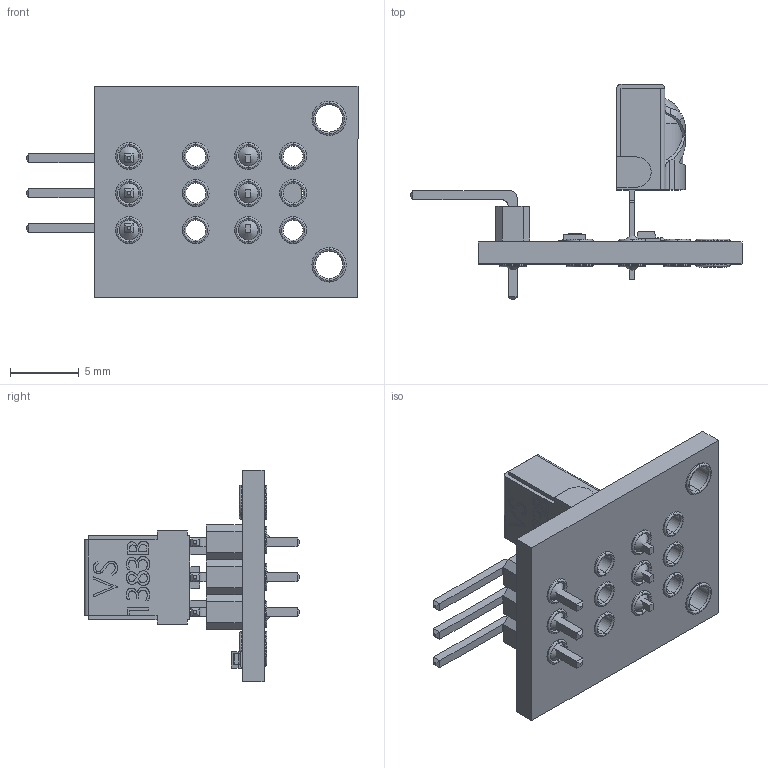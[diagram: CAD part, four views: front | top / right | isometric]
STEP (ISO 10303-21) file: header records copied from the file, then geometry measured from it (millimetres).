
FILE_DESCRIPTION (( 'STEP AP214' ), '1' );
FILE_NAME ('IDUINO IR Complet.STEP', '2021-02-06T13:50:52', ( '' ), ( '' ), 'SwSTEP 2.0', 'SolidWorks 2016', '' );
FILE_SCHEMA (( 'AUTOMOTIVE_DESIGN' ));
Length unit declared in the file: millimetre
Products named in the file (6): IDUINO IR Complet; HeaderMalePart_Predeterminado; Plaque imprimée; 603 resistor 102; VS1383B; MICRO_led2
Assembly tree (7 placements, depth 2):
  IDUINO IR Complet
    Plaque imprimée
    VS1383B
    MICRO_led2
    603 resistor 102
    HeaderMalePart_Predeterminado  x3
Bounding box: 24.18 x 15.7 x 15.4 mm (x, y, z)
Volume: 718.7 mm3; surface area: 1284.5 mm2
Topology: 14 solids, 14 shells, 643 faces, 1551 edges, 974 vertices
Faces by surface type: plane 280, cylinder 141, torus 116, bspline 102, sphere 4
Entity records: 28219 total; most frequent: CARTESIAN_POINT 9813, ORIENTED_EDGE 2812, DIRECTION 2585, EDGE_CURVE 1406, AXIS2_PLACEMENT_3D 928, VERTEX_POINT 878, LINE 729, VECTOR 729
